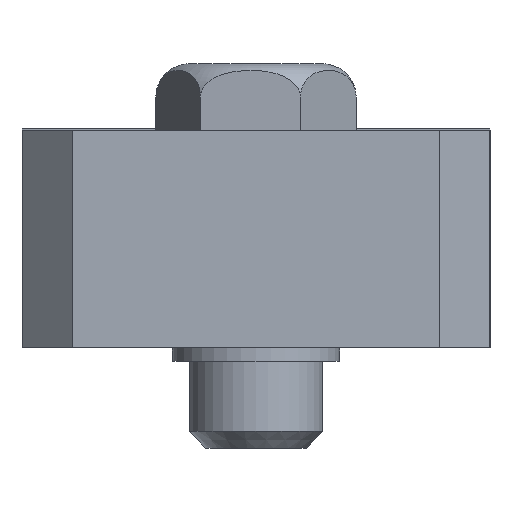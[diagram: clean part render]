
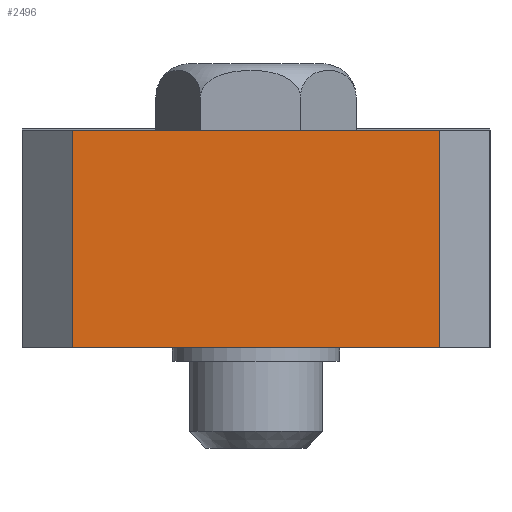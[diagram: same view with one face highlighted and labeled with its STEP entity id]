
A CAD part, left-side view. The second image highlights one B-rep face of the part: STEP entity #2496.
In plain terms, the highlighted planar face has unit normal (-1, 0, 0).
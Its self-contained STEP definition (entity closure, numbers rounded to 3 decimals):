
#74 = VERTEX_POINT ( 'NONE', #327 ) ;
#302 = CARTESIAN_POINT ( 'NONE',  ( 0., 25., -13. ) ) ;
#327 = CARTESIAN_POINT ( 'NONE',  ( 0., 3., -13. ) ) ;
#477 = DIRECTION ( 'NONE',  ( 0., 0., 1. ) ) ;
#517 = LINE ( 'NONE', #1136, #1368 ) ;
#582 = AXIS2_PLACEMENT_3D ( 'NONE', #1580, #972, #793 ) ;
#606 = ORIENTED_EDGE ( 'NONE', *, *, #1374, .F. ) ;
#657 = ORIENTED_EDGE ( 'NONE', *, *, #1129, .T. ) ;
#732 = CARTESIAN_POINT ( 'NONE',  ( 0., 25., 0. ) ) ;
#793 = DIRECTION ( 'NONE',  ( 0., 0., 1. ) ) ;
#852 = VECTOR ( 'NONE', #1435, 1000. ) ;
#871 = ORIENTED_EDGE ( 'NONE', *, *, #1501, .F. ) ;
#972 = DIRECTION ( 'NONE',  ( -1., 0., 0. ) ) ;
#1050 = PLANE ( 'NONE',  #582 ) ;
#1080 = LINE ( 'NONE', #2174, #1124 ) ;
#1124 = VECTOR ( 'NONE', #1484, 1000. ) ;
#1129 = EDGE_CURVE ( 'NONE', #74, #1131, #1166, .T. ) ;
#1131 = VERTEX_POINT ( 'NONE', #2089 ) ;
#1136 = CARTESIAN_POINT ( 'NONE',  ( 0., 3., -13. ) ) ;
#1166 = LINE ( 'NONE', #1669, #852 ) ;
#1276 = CARTESIAN_POINT ( 'NONE',  ( 0., 25., -13. ) ) ;
#1368 = VECTOR ( 'NONE', #1807, 1000. ) ;
#1374 = EDGE_CURVE ( 'NONE', #2552, #2289, #1841, .T. ) ;
#1435 = DIRECTION ( 'NONE',  ( 0., 0., 1. ) ) ;
#1484 = DIRECTION ( 'NONE',  ( 0., -1., 0. ) ) ;
#1501 = EDGE_CURVE ( 'NONE', #2289, #1131, #1080, .T. ) ;
#1530 = ORIENTED_EDGE ( 'NONE', *, *, #2048, .T. ) ;
#1580 = CARTESIAN_POINT ( 'NONE',  ( 0., 3., -13. ) ) ;
#1669 = CARTESIAN_POINT ( 'NONE',  ( 0., 3., -13. ) ) ;
#1807 = DIRECTION ( 'NONE',  ( 0., -1., 0. ) ) ;
#1841 = LINE ( 'NONE', #302, #1897 ) ;
#1864 = FACE_OUTER_BOUND ( 'NONE', #1888, .T. ) ;
#1888 = EDGE_LOOP ( 'NONE', ( #871, #606, #1530, #657 ) ) ;
#1897 = VECTOR ( 'NONE', #477, 1000. ) ;
#2048 = EDGE_CURVE ( 'NONE', #2552, #74, #517, .T. ) ;
#2089 = CARTESIAN_POINT ( 'NONE',  ( 0., 3., 0. ) ) ;
#2174 = CARTESIAN_POINT ( 'NONE',  ( 0., 3., 0. ) ) ;
#2289 = VERTEX_POINT ( 'NONE', #732 ) ;
#2496 = ADVANCED_FACE ( 'NONE', ( #1864 ), #1050, .T. ) ;
#2552 = VERTEX_POINT ( 'NONE', #1276 ) ;
